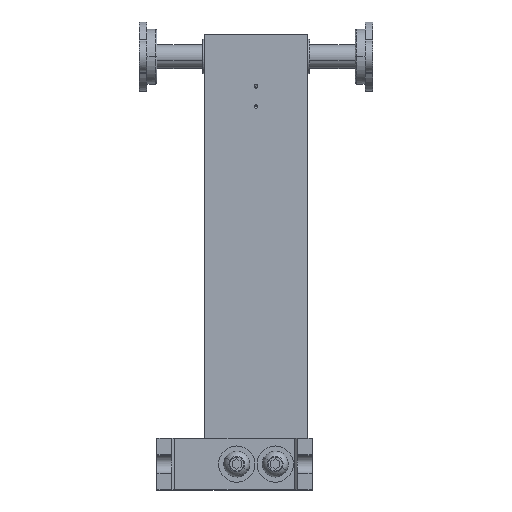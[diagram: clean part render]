
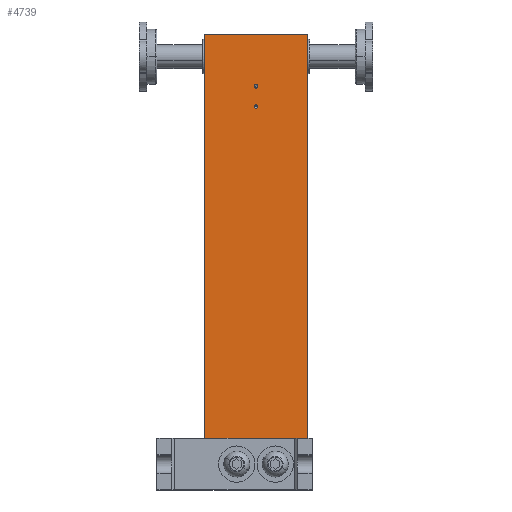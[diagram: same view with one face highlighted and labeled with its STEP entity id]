
A CAD part, top view. The second image highlights one B-rep face of the part: STEP entity #4739.
In plain terms, the highlighted planar face has unit normal (0, 0, 1).
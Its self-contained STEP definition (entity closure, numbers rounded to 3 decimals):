
#3969=CARTESIAN_POINT('Line Origine',(0.2,-155.5,77.4)) ;
#3973=CARTESIAN_POINT('Vertex',(-34.8,-155.5,77.4)) ;
#3975=CARTESIAN_POINT('Vertex',(35.2,-155.5,77.4)) ;
#4023=CARTESIAN_POINT('Line Origine',(-34.8,-2.,77.4)) ;
#4027=CARTESIAN_POINT('Vertex',(-34.8,151.5,77.4)) ;
#4138=CARTESIAN_POINT('Axis2P3D Location',(0.2,116.5,77.4)) ;
#4142=CARTESIAN_POINT('Vertex',(1.45,116.5,77.4)) ;
#4144=CARTESIAN_POINT('Vertex',(-1.05,116.5,77.4)) ;
#4173=CARTESIAN_POINT('Axis2P3D Location',(0.2,116.5,77.4)) ;
#4199=CARTESIAN_POINT('Vertex',(-7.8,-139.,77.4)) ;
#4204=CARTESIAN_POINT('Axis2P3D Location',(-12.8,-139.,77.4)) ;
#4208=CARTESIAN_POINT('Vertex',(-17.8,-139.,77.4)) ;
#4230=CARTESIAN_POINT('Axis2P3D Location',(-12.8,-139.,77.4)) ;
#4256=CARTESIAN_POINT('Vertex',(18.2,-139.,77.4)) ;
#4261=CARTESIAN_POINT('Axis2P3D Location',(13.2,-139.,77.4)) ;
#4265=CARTESIAN_POINT('Vertex',(8.2,-139.,77.4)) ;
#4287=CARTESIAN_POINT('Axis2P3D Location',(13.2,-139.,77.4)) ;
#4648=CARTESIAN_POINT('Line Origine',(0.2,151.5,77.4)) ;
#4652=CARTESIAN_POINT('Vertex',(35.2,151.5,77.4)) ;
#4672=CARTESIAN_POINT('Line Origine',(35.2,-2.,77.4)) ;
#4698=CARTESIAN_POINT('Axis2P3D Location',(-34.8,-155.5,77.4)) ;
#4709=CARTESIAN_POINT('Axis2P3D Location',(0.2,102.75,77.4)) ;
#4713=CARTESIAN_POINT('Vertex',(-1.05,102.75,77.4)) ;
#4715=CARTESIAN_POINT('Vertex',(1.45,102.75,77.4)) ;
#4718=CARTESIAN_POINT('Axis2P3D Location',(0.2,102.75,77.4)) ;
#3971=VECTOR('Line Direction',#3970,1.) ;
#4025=VECTOR('Line Direction',#4024,1.) ;
#4650=VECTOR('Line Direction',#4649,1.) ;
#4674=VECTOR('Line Direction',#4673,1.) ;
#3970=DIRECTION('Vector Direction',(1.,0.,0.)) ;
#4024=DIRECTION('Vector Direction',(0.,1.,0.)) ;
#4139=DIRECTION('Axis2P3D Direction',(0.,0.,-1.)) ;
#4174=DIRECTION('Axis2P3D Direction',(0.,0.,-1.)) ;
#4205=DIRECTION('Axis2P3D Direction',(0.,0.,1.)) ;
#4231=DIRECTION('Axis2P3D Direction',(0.,0.,1.)) ;
#4262=DIRECTION('Axis2P3D Direction',(0.,0.,1.)) ;
#4288=DIRECTION('Axis2P3D Direction',(0.,0.,1.)) ;
#4649=DIRECTION('Vector Direction',(1.,0.,0.)) ;
#4673=DIRECTION('Vector Direction',(0.,1.,0.)) ;
#4699=DIRECTION('Axis2P3D Direction',(0.,0.,-1.)) ;
#4700=DIRECTION('Axis2P3D XDirection',(0.,1.,0.)) ;
#4710=DIRECTION('Axis2P3D Direction',(0.,0.,-1.)) ;
#4719=DIRECTION('Axis2P3D Direction',(0.,0.,-1.)) ;
#4140=AXIS2_PLACEMENT_3D('Circle Axis2P3D',#4138,#4139,$) ;
#4175=AXIS2_PLACEMENT_3D('Circle Axis2P3D',#4173,#4174,$) ;
#4206=AXIS2_PLACEMENT_3D('Circle Axis2P3D',#4204,#4205,$) ;
#4232=AXIS2_PLACEMENT_3D('Circle Axis2P3D',#4230,#4231,$) ;
#4263=AXIS2_PLACEMENT_3D('Circle Axis2P3D',#4261,#4262,$) ;
#4289=AXIS2_PLACEMENT_3D('Circle Axis2P3D',#4287,#4288,$) ;
#4701=AXIS2_PLACEMENT_3D('Plane Axis2P3D',#4698,#4699,#4700) ;
#4711=AXIS2_PLACEMENT_3D('Circle Axis2P3D',#4709,#4710,$) ;
#4720=AXIS2_PLACEMENT_3D('Circle Axis2P3D',#4718,#4719,$) ;
#3972=LINE('Line',#3969,#3971) ;
#4026=LINE('Line',#4023,#4025) ;
#4651=LINE('Line',#4648,#4650) ;
#4675=LINE('Line',#4672,#4674) ;
#4141=CIRCLE('generated circle',#4140,1.25) ;
#4176=CIRCLE('generated circle',#4175,1.25) ;
#4207=CIRCLE('generated circle',#4206,5.) ;
#4233=CIRCLE('generated circle',#4232,5.) ;
#4264=CIRCLE('generated circle',#4263,5.) ;
#4290=CIRCLE('generated circle',#4289,5.) ;
#4712=CIRCLE('generated circle',#4711,1.25) ;
#4721=CIRCLE('generated circle',#4720,1.25) ;
#4702=PLANE('',#4701) ;
#4726=FACE_BOUND('',#4723,.T.) ;
#4730=FACE_BOUND('',#4727,.T.) ;
#4734=FACE_BOUND('',#4731,.T.) ;
#4738=FACE_BOUND('',#4735,.T.) ;
#3977=EDGE_CURVE('',#3974,#3976,#3972,.T.) ;
#4029=EDGE_CURVE('',#4028,#3974,#4026,.F.) ;
#4146=EDGE_CURVE('',#4143,#4145,#4141,.T.) ;
#4177=EDGE_CURVE('',#4145,#4143,#4176,.T.) ;
#4210=EDGE_CURVE('',#4209,#4200,#4207,.F.) ;
#4234=EDGE_CURVE('',#4200,#4209,#4233,.F.) ;
#4267=EDGE_CURVE('',#4266,#4257,#4264,.F.) ;
#4291=EDGE_CURVE('',#4257,#4266,#4290,.F.) ;
#4654=EDGE_CURVE('',#4028,#4653,#4651,.T.) ;
#4676=EDGE_CURVE('',#4653,#3976,#4675,.F.) ;
#4717=EDGE_CURVE('',#4714,#4716,#4712,.T.) ;
#4722=EDGE_CURVE('',#4716,#4714,#4721,.T.) ;
#4703=EDGE_LOOP('',(#4704,#4705,#4706,#4707)) ;
#4723=EDGE_LOOP('',(#4724,#4725)) ;
#4727=EDGE_LOOP('',(#4728,#4729)) ;
#4731=EDGE_LOOP('',(#4732,#4733)) ;
#4735=EDGE_LOOP('',(#4736,#4737)) ;
#4704=ORIENTED_EDGE('',*,*,#4654,.F.) ;
#4705=ORIENTED_EDGE('',*,*,#4029,.T.) ;
#4706=ORIENTED_EDGE('',*,*,#3977,.T.) ;
#4707=ORIENTED_EDGE('',*,*,#4676,.F.) ;
#4724=ORIENTED_EDGE('',*,*,#4717,.T.) ;
#4725=ORIENTED_EDGE('',*,*,#4722,.T.) ;
#4728=ORIENTED_EDGE('',*,*,#4177,.T.) ;
#4729=ORIENTED_EDGE('',*,*,#4146,.T.) ;
#4732=ORIENTED_EDGE('',*,*,#4234,.T.) ;
#4733=ORIENTED_EDGE('',*,*,#4210,.T.) ;
#4736=ORIENTED_EDGE('',*,*,#4291,.T.) ;
#4737=ORIENTED_EDGE('',*,*,#4267,.T.) ;
#3974=VERTEX_POINT('',#3973) ;
#3976=VERTEX_POINT('',#3975) ;
#4028=VERTEX_POINT('',#4027) ;
#4143=VERTEX_POINT('',#4142) ;
#4145=VERTEX_POINT('',#4144) ;
#4200=VERTEX_POINT('',#4199) ;
#4209=VERTEX_POINT('',#4208) ;
#4257=VERTEX_POINT('',#4256) ;
#4266=VERTEX_POINT('',#4265) ;
#4653=VERTEX_POINT('',#4652) ;
#4714=VERTEX_POINT('',#4713) ;
#4716=VERTEX_POINT('',#4715) ;
#4739=ADVANCED_FACE('53952006.1\\53949057.1\\PartBody',(#4708,#4726,#4730,#4734,#4738),#4702,.F.) ;
#4708=FACE_OUTER_BOUND('',#4703,.T.) ;
